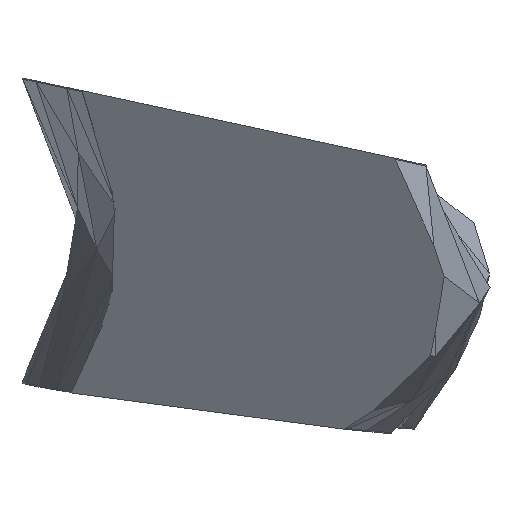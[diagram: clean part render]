
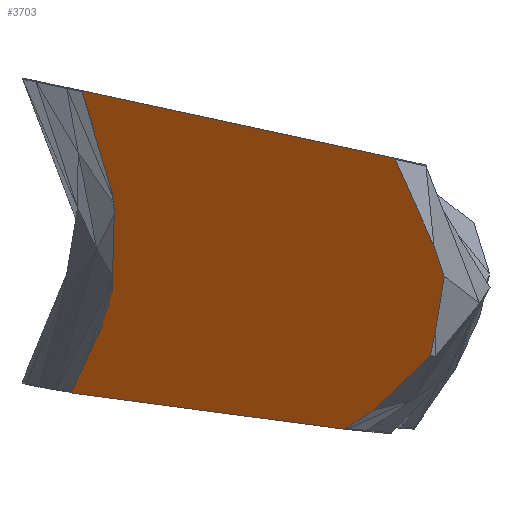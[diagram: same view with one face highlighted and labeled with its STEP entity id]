
A CAD part, left-side view. The second image highlights one B-rep face of the part: STEP entity #3703.
In plain terms, the highlighted planar face has unit normal (-0.708, 0.701, 0.083).
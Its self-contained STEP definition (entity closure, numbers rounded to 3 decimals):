
#253=FACE_OUTER_BOUND('',#492,.T.);
#492=EDGE_LOOP('',(#3206,#3207,#3208,#3209,#3210,#3211,#3212,#3213,#3214,
#3215,#3216,#3217,#3218,#3219,#3220,#3221,#3222,#3223,#3224,#3225));
#626=LINE('',#5203,#1121);
#657=LINE('',#5264,#1152);
#770=LINE('',#5491,#1265);
#773=LINE('',#5497,#1268);
#862=LINE('',#5676,#1357);
#905=LINE('',#5759,#1400);
#938=LINE('',#5823,#1433);
#941=LINE('',#5830,#1436);
#948=LINE('',#5841,#1443);
#967=LINE('',#5879,#1462);
#969=LINE('',#5888,#1464);
#971=LINE('',#5892,#1466);
#973=LINE('',#5896,#1468);
#975=LINE('',#5900,#1470);
#977=LINE('',#5904,#1472);
#979=LINE('',#5908,#1474);
#981=LINE('',#5912,#1476);
#983=LINE('',#5916,#1478);
#985=LINE('',#5920,#1480);
#987=LINE('',#5923,#1482);
#1121=VECTOR('',#4214,10.);
#1152=VECTOR('',#4275,10.);
#1265=VECTOR('',#4474,10.);
#1268=VECTOR('',#4479,10.);
#1357=VECTOR('',#4654,10.);
#1400=VECTOR('',#4727,10.);
#1433=VECTOR('',#4802,10.);
#1436=VECTOR('',#4809,10.);
#1443=VECTOR('',#4822,10.);
#1462=VECTOR('',#4879,10.);
#1464=VECTOR('',#4893,10.);
#1466=VECTOR('',#4897,10.);
#1468=VECTOR('',#4901,10.);
#1470=VECTOR('',#4905,10.);
#1472=VECTOR('',#4909,10.);
#1474=VECTOR('',#4913,10.);
#1476=VECTOR('',#4917,10.);
#1478=VECTOR('',#4921,10.);
#1480=VECTOR('',#4925,10.);
#1482=VECTOR('',#4929,10.);
#1557=VERTEX_POINT('',#5201);
#1558=VERTEX_POINT('',#5202);
#1573=VERTEX_POINT('',#5263);
#1643=VERTEX_POINT('',#5489);
#1644=VERTEX_POINT('',#5490);
#1646=VERTEX_POINT('',#5496);
#1692=VERTEX_POINT('',#5674);
#1693=VERTEX_POINT('',#5675);
#1728=VERTEX_POINT('',#5822);
#1729=VERTEX_POINT('',#5828);
#1730=VERTEX_POINT('',#5829);
#1732=VERTEX_POINT('',#5887);
#1733=VERTEX_POINT('',#5891);
#1734=VERTEX_POINT('',#5895);
#1735=VERTEX_POINT('',#5899);
#1736=VERTEX_POINT('',#5903);
#1737=VERTEX_POINT('',#5907);
#1738=VERTEX_POINT('',#5911);
#1739=VERTEX_POINT('',#5915);
#1740=VERTEX_POINT('',#5919);
#1874=EDGE_CURVE('',#1557,#1558,#626,.T.);
#1905=EDGE_CURVE('',#1573,#1557,#657,.T.);
#2018=EDGE_CURVE('',#1643,#1644,#770,.T.);
#2021=EDGE_CURVE('',#1646,#1643,#773,.T.);
#2110=EDGE_CURVE('',#1692,#1693,#862,.T.);
#2153=EDGE_CURVE('',#1693,#1573,#905,.T.);
#2186=EDGE_CURVE('',#1644,#1728,#938,.T.);
#2189=EDGE_CURVE('',#1729,#1730,#941,.T.);
#2196=EDGE_CURVE('',#1728,#1729,#948,.T.);
#2215=EDGE_CURVE('',#1730,#1692,#967,.T.);
#2217=EDGE_CURVE('',#1558,#1732,#969,.T.);
#2219=EDGE_CURVE('',#1732,#1733,#971,.T.);
#2221=EDGE_CURVE('',#1733,#1734,#973,.T.);
#2223=EDGE_CURVE('',#1734,#1735,#975,.T.);
#2225=EDGE_CURVE('',#1735,#1736,#977,.T.);
#2227=EDGE_CURVE('',#1736,#1737,#979,.T.);
#2229=EDGE_CURVE('',#1737,#1738,#981,.T.);
#2231=EDGE_CURVE('',#1738,#1739,#983,.T.);
#2233=EDGE_CURVE('',#1739,#1740,#985,.T.);
#2235=EDGE_CURVE('',#1740,#1646,#987,.T.);
#3206=ORIENTED_EDGE('',*,*,#2217,.T.);
#3207=ORIENTED_EDGE('',*,*,#2219,.T.);
#3208=ORIENTED_EDGE('',*,*,#2221,.T.);
#3209=ORIENTED_EDGE('',*,*,#2223,.T.);
#3210=ORIENTED_EDGE('',*,*,#2225,.T.);
#3211=ORIENTED_EDGE('',*,*,#2227,.T.);
#3212=ORIENTED_EDGE('',*,*,#2229,.T.);
#3213=ORIENTED_EDGE('',*,*,#2231,.T.);
#3214=ORIENTED_EDGE('',*,*,#2233,.T.);
#3215=ORIENTED_EDGE('',*,*,#2235,.T.);
#3216=ORIENTED_EDGE('',*,*,#2021,.T.);
#3217=ORIENTED_EDGE('',*,*,#2018,.T.);
#3218=ORIENTED_EDGE('',*,*,#2186,.T.);
#3219=ORIENTED_EDGE('',*,*,#2196,.T.);
#3220=ORIENTED_EDGE('',*,*,#2189,.T.);
#3221=ORIENTED_EDGE('',*,*,#2215,.T.);
#3222=ORIENTED_EDGE('',*,*,#2110,.T.);
#3223=ORIENTED_EDGE('',*,*,#2153,.T.);
#3224=ORIENTED_EDGE('',*,*,#1905,.T.);
#3225=ORIENTED_EDGE('',*,*,#1874,.T.);
#3464=PLANE('',#3956);
#3703=ADVANCED_FACE('',(#253),#3464,.T.);
#3956=AXIS2_PLACEMENT_3D('',#5924,#4930,#4931);
#4214=DIRECTION('',(-0.367,-0.265,-0.892));
#4275=DIRECTION('',(0.085,0.201,-0.976));
#4474=DIRECTION('',(-0.504,-0.584,0.636));
#4479=DIRECTION('',(-0.537,-0.611,0.582));
#4654=DIRECTION('',(-0.064,-0.181,0.981));
#4727=DIRECTION('',(0.704,0.694,0.15));
#4802=DIRECTION('',(-0.081,-0.197,0.977));
#4809=DIRECTION('',(0.393,0.295,0.871));
#4822=DIRECTION('',(-0.044,-0.161,0.986));
#4879=DIRECTION('',(0.455,0.363,0.813));
#4893=DIRECTION('',(-0.281,-0.173,-0.944));
#4897=DIRECTION('',(-0.224,-0.112,-0.968));
#4901=DIRECTION('',(-0.089,0.028,-0.996));
#4905=DIRECTION('',(0.116,0.232,-0.966));
#4909=DIRECTION('',(0.213,0.324,-0.922));
#4913=DIRECTION('',(0.291,0.397,-0.871));
#4917=DIRECTION('',(0.007,0.125,-0.992));
#4921=DIRECTION('',(-0.706,-0.702,-0.093));
#4925=DIRECTION('',(-0.007,-0.125,0.992));
#4929=DIRECTION('',(-0.613,-0.669,0.42));
#4930=DIRECTION('center_axis',(-0.708,0.701,0.083));
#4931=DIRECTION('ref_axis',(0.116,0.,0.993));
#5201=CARTESIAN_POINT('',(-6.891,82.511,1040.421));
#5202=CARTESIAN_POINT('',(-7.637,81.972,1038.609));
#5203=CARTESIAN_POINT('',(-6.773,82.596,1040.707));
#5263=CARTESIAN_POINT('',(-6.893,82.507,1040.44));
#5264=CARTESIAN_POINT('',(-6.769,82.8,1039.017));
#5489=CARTESIAN_POINT('',(-13.806,76.127,1035.329));
#5490=CARTESIAN_POINT('',(-13.927,75.986,1035.482));
#5491=CARTESIAN_POINT('',(-10.968,79.416,1031.751));
#5496=CARTESIAN_POINT('',(-12.997,77.048,1034.452));
#5497=CARTESIAN_POINT('',(-10.099,80.346,1031.311));
#5674=CARTESIAN_POINT('',(-12.847,76.644,1039.154));
#5675=CARTESIAN_POINT('',(-12.848,76.64,1039.173));
#5676=CARTESIAN_POINT('',(-12.757,76.896,1037.784));
#5759=CARTESIAN_POINT('',(2.158,91.423,1042.365));
#5822=CARTESIAN_POINT('',(-13.969,75.886,1035.978));
#5823=CARTESIAN_POINT('',(-13.933,75.973,1035.548));
#5828=CARTESIAN_POINT('',(-14.012,75.726,1036.961));
#5829=CARTESIAN_POINT('',(-13.757,75.917,1037.527));
#5830=CARTESIAN_POINT('',(-11.832,77.358,1041.788));
#5841=CARTESIAN_POINT('',(-13.994,75.793,1036.55));
#5879=CARTESIAN_POINT('',(-11.176,77.979,1042.141));
#5887=CARTESIAN_POINT('',(-7.705,81.93,1038.378));
#5888=CARTESIAN_POINT('',(-7.143,82.275,1040.264));
#5891=CARTESIAN_POINT('',(-7.752,81.906,1038.177));
#5892=CARTESIAN_POINT('',(-7.346,82.11,1039.928));
#5895=CARTESIAN_POINT('',(-7.881,81.946,1036.734));
#5896=CARTESIAN_POINT('',(-7.675,81.883,1039.032));
#5899=CARTESIAN_POINT('',(-7.844,82.021,1036.423));
#5900=CARTESIAN_POINT('',(-7.872,81.965,1036.657));
#5903=CARTESIAN_POINT('',(-7.708,82.228,1035.835));
#5904=CARTESIAN_POINT('',(-7.546,82.473,1035.139));
#5907=CARTESIAN_POINT('',(-7.361,82.7,1034.798));
#5908=CARTESIAN_POINT('',(-7.319,82.758,1034.672));
#5911=CARTESIAN_POINT('',(-7.361,82.703,1034.778));
#5912=CARTESIAN_POINT('',(-7.375,82.472,1036.614));
#5915=CARTESIAN_POINT('',(-12.508,77.583,1034.097));
#5916=CARTESIAN_POINT('',(1.355,91.372,1035.932));
#5919=CARTESIAN_POINT('',(-12.508,77.581,1034.117));
#5920=CARTESIAN_POINT('',(-12.522,77.353,1035.933));
#5923=CARTESIAN_POINT('',(-8.937,81.478,1031.669));
#5924=CARTESIAN_POINT('Origin',(-0.781,88.816,1039.305));
